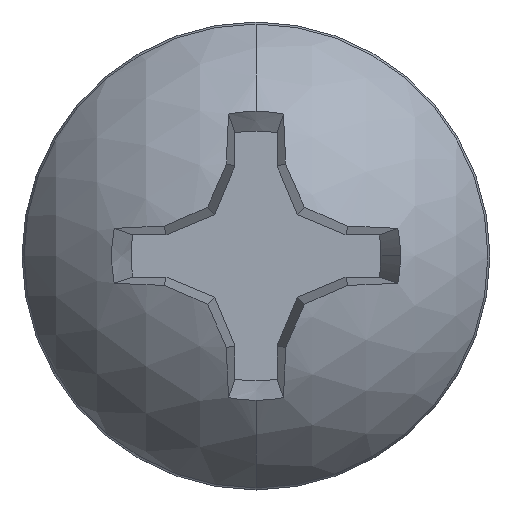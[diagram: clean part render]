
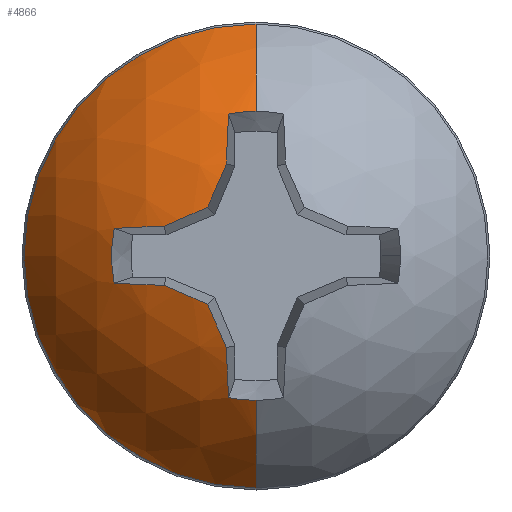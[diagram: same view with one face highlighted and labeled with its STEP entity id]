
A CAD part, top view. The second image highlights one B-rep face of the part: STEP entity #4866.
In plain terms, the highlighted spherical face has radius 6.731 mm.
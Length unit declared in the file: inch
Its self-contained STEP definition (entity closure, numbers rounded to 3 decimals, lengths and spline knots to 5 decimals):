
#14 = EDGE_CURVE ( 'NONE', #7979, #6346, #7002, .T. ) ;
#67 = CIRCLE ( 'NONE', #7601, 0.265 ) ;
#69 = AXIS2_PLACEMENT_3D ( 'NONE', #2445, #3046, #8079 ) ;
#229 = CIRCLE ( 'NONE', #2854, 0.26487 ) ;
#334 = ORIENTED_EDGE ( 'NONE', *, *, #1157, .F. ) ;
#486 = CARTESIAN_POINT ( 'NONE',  ( 0., -0.00822, -0.09072 ) ) ;
#500 = ORIENTED_EDGE ( 'NONE', *, *, #989, .T. ) ;
#527 = CARTESIAN_POINT ( 'NONE',  ( -0.02765, -0.143, 0.13139 ) ) ;
#535 = DIRECTION ( 'NONE',  ( 0., 0.996, -0.087 ) ) ;
#570 = VERTEX_POINT ( 'NONE', #5230 ) ;
#616 = DIRECTION ( 'NONE',  ( 0., -0.087, -0.996 ) ) ;
#721 = EDGE_CURVE ( 'NONE', #570, #6213, #4269, .T. ) ;
#731 = CIRCLE ( 'NONE', #5247, 0.26177 ) ;
#756 = AXIS2_PLACEMENT_3D ( 'NONE', #6899, #7522, #5034 ) ;
#769 = ORIENTED_EDGE ( 'NONE', *, *, #721, .T. ) ;
#816 = SPHERICAL_SURFACE ( 'NONE', #8049, 0.265 ) ;
#848 = EDGE_CURVE ( 'NONE', #6213, #2924, #5644, .T. ) ;
#887 = CARTESIAN_POINT ( 'NONE',  ( 0., 0.23395, 0.03447 ) ) ;
#989 = EDGE_CURVE ( 'NONE', #7893, #2010, #6910, .T. ) ;
#997 = VERTEX_POINT ( 'NONE', #1117 ) ;
#1114 = CARTESIAN_POINT ( 'NONE',  ( -0.00822, 0., -0.09072 ) ) ;
#1117 = CARTESIAN_POINT ( 'NONE',  ( 0., -0.14565, 0.13139 ) ) ;
#1140 = VERTEX_POINT ( 'NONE', #5179 ) ;
#1157 = EDGE_CURVE ( 'NONE', #997, #2441, #67, .T. ) ;
#1191 = DIRECTION ( 'NONE',  ( 0., 0., -1. ) ) ;
#1249 = DIRECTION ( 'NONE',  ( 0., 1., 0. ) ) ;
#1556 = CARTESIAN_POINT ( 'NONE',  ( -0.04882, -0.04882, 0.16585 ) ) ;
#1654 = CARTESIAN_POINT ( 'NONE',  ( 0., 0., -0.09 ) ) ;
#1673 = EDGE_CURVE ( 'NONE', #6346, #7893, #7585, .T. ) ;
#2006 = DIRECTION ( 'NONE',  ( 0., 0., -1. ) ) ;
#2010 = VERTEX_POINT ( 'NONE', #4400 ) ;
#2025 = AXIS2_PLACEMENT_3D ( 'NONE', #6211, #535, #616 ) ;
#2088 = CIRCLE ( 'NONE', #4007, 0.26177 ) ;
#2254 = DIRECTION ( 'NONE',  ( 0.087, 0., -0.996 ) ) ;
#2277 = DIRECTION ( 'NONE',  ( 0., 0., 1. ) ) ;
#2441 = VERTEX_POINT ( 'NONE', #4578 ) ;
#2445 = CARTESIAN_POINT ( 'NONE',  ( -0.03796, -0.01572, -0.0936 ) ) ;
#2482 = AXIS2_PLACEMENT_3D ( 'NONE', #6814, #1191, #4923 ) ;
#2495 = VERTEX_POINT ( 'NONE', #887 ) ;
#2651 = EDGE_CURVE ( 'NONE', #2010, #3854, #6466, .T. ) ;
#2684 = CARTESIAN_POINT ( 'NONE',  ( -0.03796, 0.01572, -0.0936 ) ) ;
#2685 = ORIENTED_EDGE ( 'NONE', *, *, #3789, .F. ) ;
#2728 = AXIS2_PLACEMENT_3D ( 'NONE', #6321, #5665, #7528 ) ;
#2779 = ORIENTED_EDGE ( 'NONE', *, *, #4346, .T. ) ;
#2854 = AXIS2_PLACEMENT_3D ( 'NONE', #1114, #5471, #7361 ) ;
#2924 = VERTEX_POINT ( 'NONE', #7541 ) ;
#2939 = ORIENTED_EDGE ( 'NONE', *, *, #3318, .T. ) ;
#2988 = ORIENTED_EDGE ( 'NONE', *, *, #848, .T. ) ;
#3012 = DIRECTION ( 'NONE',  ( 0., -0.996, -0.087 ) ) ;
#3046 = DIRECTION ( 'NONE',  ( -0.92, -0.381, -0.087 ) ) ;
#3052 = CIRCLE ( 'NONE', #5420, 0.23395 ) ;
#3133 = DIRECTION ( 'NONE',  ( -0.381, 0.92, -0.087 ) ) ;
#3171 = ORIENTED_EDGE ( 'NONE', *, *, #1673, .T. ) ;
#3184 = ORIENTED_EDGE ( 'NONE', *, *, #4367, .T. ) ;
#3318 = EDGE_CURVE ( 'NONE', #2924, #2495, #6863, .T. ) ;
#3338 = CIRCLE ( 'NONE', #2025, 0.26487 ) ;
#3575 = AXIS2_PLACEMENT_3D ( 'NONE', #4743, #6660, #2254 ) ;
#3594 = DIRECTION ( 'NONE',  ( 0., 1., 0. ) ) ;
#3620 = CARTESIAN_POINT ( 'NONE',  ( 0., 0., 0.13139 ) ) ;
#3684 = ORIENTED_EDGE ( 'NONE', *, *, #7324, .T. ) ;
#3718 = CARTESIAN_POINT ( 'NONE',  ( 0., 0., -0.09 ) ) ;
#3734 = AXIS2_PLACEMENT_3D ( 'NONE', #486, #3012, #4847 ) ;
#3789 = EDGE_CURVE ( 'NONE', #2441, #2495, #3052, .T. ) ;
#3854 = VERTEX_POINT ( 'NONE', #5853 ) ;
#4007 = AXIS2_PLACEMENT_3D ( 'NONE', #2684, #6464, #6413 ) ;
#4042 = ORIENTED_EDGE ( 'NONE', *, *, #7456, .T. ) ;
#4053 = CARTESIAN_POINT ( 'NONE',  ( -0.02985, -0.09249, 0.15654 ) ) ;
#4269 = CIRCLE ( 'NONE', #3575, 0.26487 ) ;
#4346 = EDGE_CURVE ( 'NONE', #997, #8032, #6384, .T. ) ;
#4362 = CARTESIAN_POINT ( 'NONE',  ( -0.09249, 0.02985, 0.15654 ) ) ;
#4367 = EDGE_CURVE ( 'NONE', #6932, #1140, #731, .T. ) ;
#4400 = CARTESIAN_POINT ( 'NONE',  ( -0.143, -0.02765, 0.13139 ) ) ;
#4531 = DIRECTION ( 'NONE',  ( 1., 0., 0. ) ) ;
#4534 = CARTESIAN_POINT ( 'NONE',  ( -0.02765, 0.143, 0.13139 ) ) ;
#4578 = CARTESIAN_POINT ( 'NONE',  ( 0., -0.23395, 0.03447 ) ) ;
#4743 = CARTESIAN_POINT ( 'NONE',  ( -0.00822, 0., -0.09072 ) ) ;
#4847 = DIRECTION ( 'NONE',  ( 0., -0.087, 0.996 ) ) ;
#4866 = ADVANCED_FACE ( 'NONE', ( #5411 ), #816, .T. ) ;
#4923 = DIRECTION ( 'NONE',  ( -1., 0., 0. ) ) ;
#4972 = CARTESIAN_POINT ( 'NONE',  ( -0.01572, 0.03796, -0.0936 ) ) ;
#5034 = DIRECTION ( 'NONE',  ( -0.924, 0.383, 0. ) ) ;
#5179 = CARTESIAN_POINT ( 'NONE',  ( -0.04882, 0.04882, 0.16585 ) ) ;
#5230 = CARTESIAN_POINT ( 'NONE',  ( -0.02985, 0.09249, 0.15654 ) ) ;
#5247 = AXIS2_PLACEMENT_3D ( 'NONE', #4972, #3133, #7576 ) ;
#5362 = ORIENTED_EDGE ( 'NONE', *, *, #14, .T. ) ;
#5411 = FACE_OUTER_BOUND ( 'NONE', #7685, .T. ) ;
#5420 = AXIS2_PLACEMENT_3D ( 'NONE', #7005, #2006, #7664 ) ;
#5471 = DIRECTION ( 'NONE',  ( -0.996, 0., -0.087 ) ) ;
#5489 = CARTESIAN_POINT ( 'NONE',  ( 0., 0., -0.09 ) ) ;
#5644 = CIRCLE ( 'NONE', #2482, 0.14565 ) ;
#5665 = DIRECTION ( 'NONE',  ( 0., 0., -1. ) ) ;
#5853 = CARTESIAN_POINT ( 'NONE',  ( -0.143, 0.02765, 0.13139 ) ) ;
#6006 = ORIENTED_EDGE ( 'NONE', *, *, #7729, .T. ) ;
#6018 = DIRECTION ( 'NONE',  ( -1., 0., 0. ) ) ;
#6045 = AXIS2_PLACEMENT_3D ( 'NONE', #1654, #6018, #2277 ) ;
#6211 = CARTESIAN_POINT ( 'NONE',  ( 0., 0.00822, -0.09072 ) ) ;
#6213 = VERTEX_POINT ( 'NONE', #4534 ) ;
#6321 = CARTESIAN_POINT ( 'NONE',  ( 0., 0., 0.13139 ) ) ;
#6346 = VERTEX_POINT ( 'NONE', #1556 ) ;
#6384 = CIRCLE ( 'NONE', #2728, 0.14565 ) ;
#6413 = DIRECTION ( 'NONE',  ( 0.383, 0.924, 0. ) ) ;
#6464 = DIRECTION ( 'NONE',  ( -0.92, 0.381, -0.087 ) ) ;
#6466 = CIRCLE ( 'NONE', #7992, 0.14565 ) ;
#6490 = CARTESIAN_POINT ( 'NONE',  ( -0.09249, -0.02985, 0.15654 ) ) ;
#6660 = DIRECTION ( 'NONE',  ( -0.996, 0., -0.087 ) ) ;
#6814 = CARTESIAN_POINT ( 'NONE',  ( 0., 0., 0.13139 ) ) ;
#6863 = CIRCLE ( 'NONE', #6045, 0.265 ) ;
#6899 = CARTESIAN_POINT ( 'NONE',  ( -0.01572, -0.03796, -0.0936 ) ) ;
#6910 = CIRCLE ( 'NONE', #3734, 0.26487 ) ;
#6932 = VERTEX_POINT ( 'NONE', #4362 ) ;
#7002 = CIRCLE ( 'NONE', #69, 0.26177 ) ;
#7005 = CARTESIAN_POINT ( 'NONE',  ( 0., 0., 0.03447 ) ) ;
#7319 = DIRECTION ( 'NONE',  ( -1., 0., 0. ) ) ;
#7321 = DIRECTION ( 'NONE',  ( 1., 0., 0. ) ) ;
#7324 = EDGE_CURVE ( 'NONE', #8032, #7979, #229, .T. ) ;
#7337 = ORIENTED_EDGE ( 'NONE', *, *, #2651, .T. ) ;
#7361 = DIRECTION ( 'NONE',  ( 0.087, 0., -0.996 ) ) ;
#7456 = EDGE_CURVE ( 'NONE', #3854, #6932, #3338, .T. ) ;
#7522 = DIRECTION ( 'NONE',  ( -0.381, -0.92, -0.087 ) ) ;
#7528 = DIRECTION ( 'NONE',  ( -1., 0., 0. ) ) ;
#7541 = CARTESIAN_POINT ( 'NONE',  ( 0., 0.14565, 0.13139 ) ) ;
#7576 = DIRECTION ( 'NONE',  ( 0.924, 0.383, 0. ) ) ;
#7585 = CIRCLE ( 'NONE', #756, 0.26177 ) ;
#7601 = AXIS2_PLACEMENT_3D ( 'NONE', #3718, #4531, #1249 ) ;
#7664 = DIRECTION ( 'NONE',  ( 0., 1., 0. ) ) ;
#7685 = EDGE_LOOP ( 'NONE', ( #334, #2779, #3684, #5362, #3171, #500, #7337, #4042, #3184, #6006, #769, #2988, #2939, #2685 ) ) ;
#7729 = EDGE_CURVE ( 'NONE', #1140, #570, #2088, .T. ) ;
#7893 = VERTEX_POINT ( 'NONE', #6490 ) ;
#7979 = VERTEX_POINT ( 'NONE', #4053 ) ;
#7992 = AXIS2_PLACEMENT_3D ( 'NONE', #3620, #8053, #7319 ) ;
#8032 = VERTEX_POINT ( 'NONE', #527 ) ;
#8049 = AXIS2_PLACEMENT_3D ( 'NONE', #5489, #7321, #3594 ) ;
#8053 = DIRECTION ( 'NONE',  ( 0., 0., -1. ) ) ;
#8079 = DIRECTION ( 'NONE',  ( -0.383, 0.924, 0. ) ) ;
